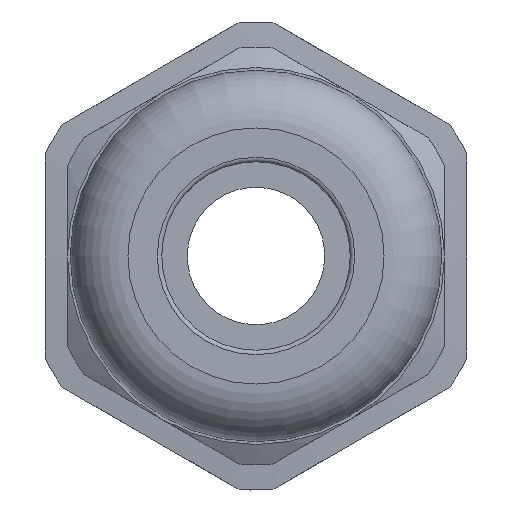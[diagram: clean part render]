
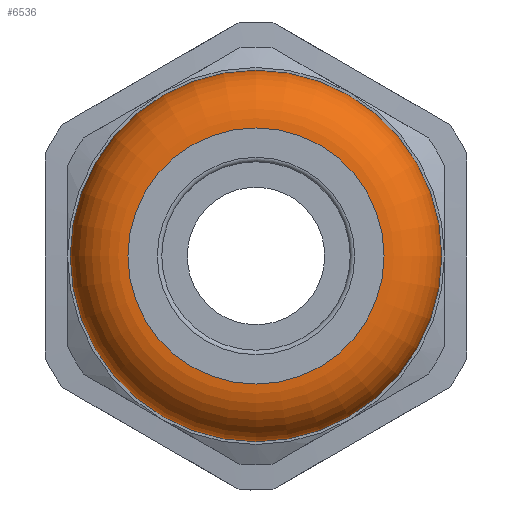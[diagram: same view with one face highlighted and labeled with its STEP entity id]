
A CAD part, left-side view. The second image highlights one B-rep face of the part: STEP entity #6536.
In plain terms, the highlighted toroidal (fillet/blend) face has major radius 5.775 mm and minor radius 2.6 mm.
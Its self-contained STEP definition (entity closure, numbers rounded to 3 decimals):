
#1217=FACE_BOUND('',#2079,.T.);
#1625=FACE_OUTER_BOUND('',#2078,.T.);
#2078=EDGE_LOOP('',(#6066));
#2079=EDGE_LOOP('',(#6067));
#2551=CIRCLE('',#7398,5.775);
#2578=CIRCLE('',#7452,8.375);
#3144=VERTEX_POINT('',#15493);
#3183=VERTEX_POINT('',#15670);
#4084=EDGE_CURVE('',#3144,#3144,#2551,.T.);
#4147=EDGE_CURVE('',#3183,#3183,#2578,.T.);
#6066=ORIENTED_EDGE('',*,*,#4147,.F.);
#6067=ORIENTED_EDGE('',*,*,#4084,.T.);
#6131=TOROIDAL_SURFACE('',#7451,5.775,2.6);
#6536=ADVANCED_FACE('',(#1625,#1217),#6131,.T.);
#7398=AXIS2_PLACEMENT_3D('',#15494,#9340,#9341);
#7451=AXIS2_PLACEMENT_3D('',#15669,#9458,#9459);
#7452=AXIS2_PLACEMENT_3D('',#15671,#9460,#9461);
#9340=DIRECTION('center_axis',(1.,0.,0.));
#9341=DIRECTION('ref_axis',(0.,0.,-1.));
#9458=DIRECTION('center_axis',(1.,0.,0.));
#9459=DIRECTION('ref_axis',(0.,0.,-1.));
#9460=DIRECTION('center_axis',(1.,0.,0.));
#9461=DIRECTION('ref_axis',(0.,0.,-1.));
#15493=CARTESIAN_POINT('',(-14.08,5.775,0.));
#15494=CARTESIAN_POINT('Origin',(-14.08,0.,0.));
#15669=CARTESIAN_POINT('Origin',(-11.48,0.,0.));
#15670=CARTESIAN_POINT('',(-11.48,8.375,0.));
#15671=CARTESIAN_POINT('Origin',(-11.48,0.,0.));
